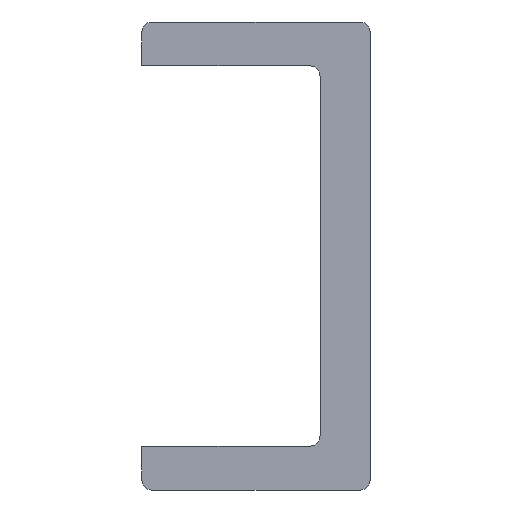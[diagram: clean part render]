
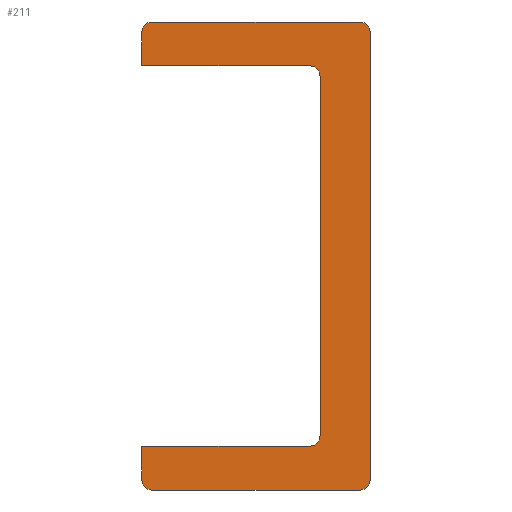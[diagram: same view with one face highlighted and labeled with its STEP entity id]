
A CAD part, front view. The second image highlights one B-rep face of the part: STEP entity #211.
In plain terms, the highlighted planar face has unit normal (0, -1, 0).
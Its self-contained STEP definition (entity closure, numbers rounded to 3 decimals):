
#211 = ADVANCED_FACE( '', ( #512 ), #513, .F. );
#512 = FACE_OUTER_BOUND( '', #833, .T. );
#513 = PLANE( '', #834 );
#833 = EDGE_LOOP( '', ( #1314, #1315, #1316, #1317, #1318, #1319, #1320, #1321, #1322, #1323, #1324, #1325, #1326, #1327 ) );
#834 = AXIS2_PLACEMENT_3D( '', #1328, #1329, #1330 );
#1314 = ORIENTED_EDGE( '', *, *, #1469, .F. );
#1315 = ORIENTED_EDGE( '', *, *, #1586, .T. );
#1316 = ORIENTED_EDGE( '', *, *, #1597, .F. );
#1317 = ORIENTED_EDGE( '', *, *, #1537, .T. );
#1318 = ORIENTED_EDGE( '', *, *, #1424, .F. );
#1319 = ORIENTED_EDGE( '', *, *, #1573, .F. );
#1320 = ORIENTED_EDGE( '', *, *, #1583, .F. );
#1321 = ORIENTED_EDGE( '', *, *, #1557, .F. );
#1322 = ORIENTED_EDGE( '', *, *, #1566, .F. );
#1323 = ORIENTED_EDGE( '', *, *, #1496, .F. );
#1324 = ORIENTED_EDGE( '', *, *, #1507, .F. );
#1325 = ORIENTED_EDGE( '', *, *, #1569, .T. );
#1326 = ORIENTED_EDGE( '', *, *, #1581, .F. );
#1327 = ORIENTED_EDGE( '', *, *, #1443, .T. );
#1328 = CARTESIAN_POINT( '', ( -10.5, 0., 21.5 ) );
#1329 = DIRECTION( '', ( 0., 1., 0. ) );
#1330 = DIRECTION( '', ( 0., 0., 1. ) );
#1424 = EDGE_CURVE( '', #1615, #1616, #1617, .T. );
#1443 = EDGE_CURVE( '', #1649, #1647, #1650, .F. );
#1469 = EDGE_CURVE( '', #1696, #1647, #1698, .T. );
#1496 = EDGE_CURVE( '', #1740, #1741, #1742, .T. );
#1507 = EDGE_CURVE( '', #1757, #1740, #1759, .T. );
#1537 = EDGE_CURVE( '', #1805, #1616, #1806, .F. );
#1557 = EDGE_CURVE( '', #1839, #1840, #1841, .T. );
#1566 = EDGE_CURVE( '', #1741, #1839, #1853, .T. );
#1569 = EDGE_CURVE( '', #1757, #1855, #1857, .F. );
#1573 = EDGE_CURVE( '', #1862, #1615, #1863, .T. );
#1581 = EDGE_CURVE( '', #1649, #1855, #1872, .T. );
#1583 = EDGE_CURVE( '', #1840, #1862, #1874, .T. );
#1586 = EDGE_CURVE( '', #1696, #1876, #1878, .F. );
#1597 = EDGE_CURVE( '', #1805, #1876, #1891, .T. );
#1615 = VERTEX_POINT( '', #1910 );
#1616 = VERTEX_POINT( '', #1911 );
#1617 = LINE( '', #1912, #1913 );
#1647 = VERTEX_POINT( '', #1946 );
#1649 = VERTEX_POINT( '', #1949 );
#1650 = CIRCLE( '', #1950, 0.9 );
#1696 = VERTEX_POINT( '', #1998 );
#1698 = LINE( '', #2001, #2002 );
#1740 = VERTEX_POINT( '', #2044 );
#1741 = VERTEX_POINT( '', #2045 );
#1742 = LINE( '', #2046, #2047 );
#1757 = VERTEX_POINT( '', #2066 );
#1759 = LINE( '', #2069, #2070 );
#1805 = VERTEX_POINT( '', #2116 );
#1806 = CIRCLE( '', #2117, 0.9 );
#1839 = VERTEX_POINT( '', #2155 );
#1840 = VERTEX_POINT( '', #2156 );
#1841 = LINE( '', #2157, #2158 );
#1853 = CIRCLE( '', #2172, 1. );
#1855 = VERTEX_POINT( '', #2174 );
#1857 = CIRCLE( '', #2177, 0.9 );
#1862 = VERTEX_POINT( '', #2182 );
#1863 = LINE( '', #2183, #2184 );
#1872 = LINE( '', #2194, #2195 );
#1874 = CIRCLE( '', #2197, 1. );
#1876 = VERTEX_POINT( '', #2199 );
#1878 = CIRCLE( '', #2202, 0.9 );
#1891 = LINE( '', #2215, #2216 );
#1910 = CARTESIAN_POINT( '', ( -10.5, 0., 17.5 ) );
#1911 = CARTESIAN_POINT( '', ( -10.5, 0., 20.6 ) );
#1912 = CARTESIAN_POINT( '', ( -10.5, 0., -21.5 ) );
#1913 = VECTOR( '', #2234, 1000. );
#1946 = CARTESIAN_POINT( '', ( 10.5, 0., -20.6 ) );
#1949 = CARTESIAN_POINT( '', ( 9.6, 0., -21.5 ) );
#1950 = AXIS2_PLACEMENT_3D( '', #2266, #2267, #2268 );
#1998 = CARTESIAN_POINT( '', ( 10.5, 0., 20.6 ) );
#2001 = CARTESIAN_POINT( '', ( 10.5, 0., 21.5 ) );
#2002 = VECTOR( '', #2332, 1000. );
#2044 = CARTESIAN_POINT( '', ( -10.5, 0., -17.5 ) );
#2045 = CARTESIAN_POINT( '', ( 4.9, 0., -17.5 ) );
#2046 = CARTESIAN_POINT( '', ( 4.9, 0., -17.5 ) );
#2047 = VECTOR( '', #2378, 1000. );
#2066 = CARTESIAN_POINT( '', ( -10.5, 0., -20.6 ) );
#2069 = CARTESIAN_POINT( '', ( -10.5, 0., -21.5 ) );
#2070 = VECTOR( '', #2390, 1000. );
#2116 = CARTESIAN_POINT( '', ( -9.6, 0., 21.5 ) );
#2117 = AXIS2_PLACEMENT_3D( '', #2439, #2440, #2441 );
#2155 = CARTESIAN_POINT( '', ( 5.9, 0., -16.5 ) );
#2156 = CARTESIAN_POINT( '', ( 5.9, 0., 16.5 ) );
#2157 = CARTESIAN_POINT( '', ( 5.9, 0., 16.5 ) );
#2158 = VECTOR( '', #2483, 1000. );
#2172 = AXIS2_PLACEMENT_3D( '', #2495, #2496, #2497 );
#2174 = CARTESIAN_POINT( '', ( -9.6, 0., -21.5 ) );
#2177 = AXIS2_PLACEMENT_3D( '', #2499, #2500, #2501 );
#2182 = CARTESIAN_POINT( '', ( 4.9, 0., 17.5 ) );
#2183 = CARTESIAN_POINT( '', ( 4.9, 0., 17.5 ) );
#2184 = VECTOR( '', #2505, 1000. );
#2194 = CARTESIAN_POINT( '', ( 10.5, 0., -21.5 ) );
#2195 = VECTOR( '', #2510, 1000. );
#2197 = AXIS2_PLACEMENT_3D( '', #2511, #2512, #2513 );
#2199 = CARTESIAN_POINT( '', ( 9.6, 0., 21.5 ) );
#2202 = AXIS2_PLACEMENT_3D( '', #2515, #2516, #2517 );
#2215 = CARTESIAN_POINT( '', ( -10.5, 0., 21.5 ) );
#2216 = VECTOR( '', #2524, 1000. );
#2234 = DIRECTION( '', ( 0., 0., 1. ) );
#2266 = CARTESIAN_POINT( '', ( 9.6, 0., -20.6 ) );
#2267 = DIRECTION( '', ( 0., 1., 0. ) );
#2268 = DIRECTION( '', ( 0., 0., 1. ) );
#2332 = DIRECTION( '', ( 0., 0., -1. ) );
#2378 = DIRECTION( '', ( 1., 0., 0. ) );
#2390 = DIRECTION( '', ( 0., 0., 1. ) );
#2439 = CARTESIAN_POINT( '', ( -9.6, 0., 20.6 ) );
#2440 = DIRECTION( '', ( 0., 1., 0. ) );
#2441 = DIRECTION( '', ( 0., 0., 1. ) );
#2483 = DIRECTION( '', ( 0., 0., 1. ) );
#2495 = CARTESIAN_POINT( '', ( 4.9, 0., -16.5 ) );
#2496 = DIRECTION( '', ( 0., -1., 0. ) );
#2497 = DIRECTION( '', ( -1., 0., 0. ) );
#2499 = CARTESIAN_POINT( '', ( -9.6, 0., -20.6 ) );
#2500 = DIRECTION( '', ( 0., 1., 0. ) );
#2501 = DIRECTION( '', ( 0., 0., 1. ) );
#2505 = DIRECTION( '', ( -1., 0., 0. ) );
#2510 = DIRECTION( '', ( -1., 0., 0. ) );
#2511 = CARTESIAN_POINT( '', ( 4.9, 0., 16.5 ) );
#2512 = DIRECTION( '', ( 0., -1., 0. ) );
#2513 = DIRECTION( '', ( -1., 0., 0. ) );
#2515 = CARTESIAN_POINT( '', ( 9.6, 0., 20.6 ) );
#2516 = DIRECTION( '', ( 0., 1., 0. ) );
#2517 = DIRECTION( '', ( 0., 0., 1. ) );
#2524 = DIRECTION( '', ( 1., 0., 0. ) );
